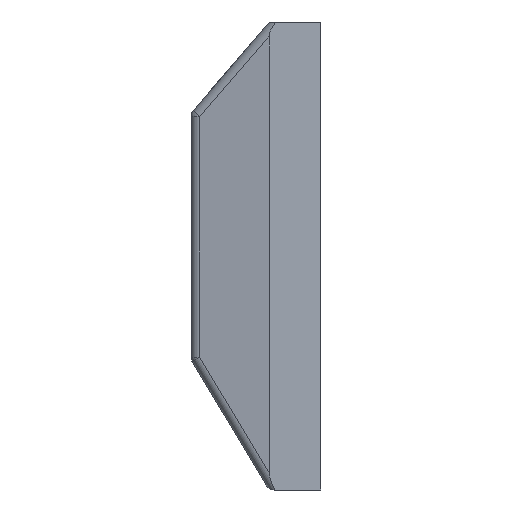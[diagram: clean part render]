
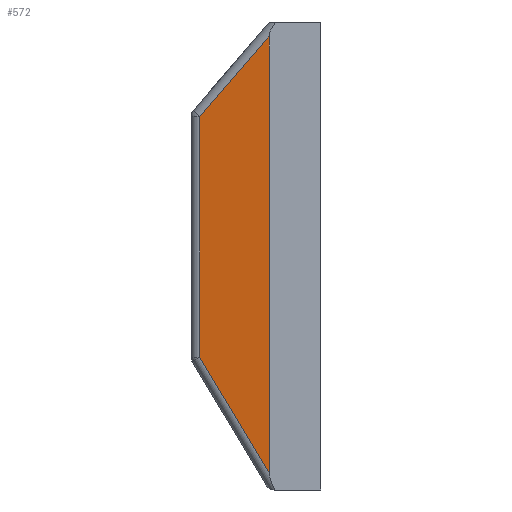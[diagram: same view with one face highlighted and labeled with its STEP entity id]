
A CAD part, left-side view. The second image highlights one B-rep face of the part: STEP entity #572.
In plain terms, the highlighted planar face has unit normal (-0.986, 0.164, 0).
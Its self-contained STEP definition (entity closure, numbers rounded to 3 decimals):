
#28 = EDGE_CURVE ( 'NONE', #780, #622, #703, .T. ) ;
#60 = EDGE_CURVE ( 'NONE', #780, #464, #122, .T. ) ;
#94 = EDGE_CURVE ( 'NONE', #622, #766, #380, .T. ) ;
#122 = LINE ( 'NONE', #136, #389 ) ;
#136 = CARTESIAN_POINT ( 'NONE',  ( -53.5, 2., -4. ) ) ;
#199 = ORIENTED_EDGE ( 'NONE', *, *, #94, .T. ) ;
#209 = ORIENTED_EDGE ( 'NONE', *, *, #60, .F. ) ;
#221 = CARTESIAN_POINT ( 'NONE',  ( -52.757, 6.459, -0.9 ) ) ;
#225 = DIRECTION ( 'NONE',  ( -0.085, -0.513, -0.854 ) ) ;
#352 = DIRECTION ( 'NONE',  ( -0.986, 0.164, 0. ) ) ;
#380 = LINE ( 'NONE', #532, #535 ) ;
#385 = DIRECTION ( 'NONE',  ( 0., 0., -1. ) ) ;
#389 = VECTOR ( 'NONE', #385, 1000. ) ;
#428 = CARTESIAN_POINT ( 'NONE',  ( -53., 5., 0. ) ) ;
#464 = VERTEX_POINT ( 'NONE', #992 ) ;
#511 = VECTOR ( 'NONE', #849, 1000. ) ;
#532 = CARTESIAN_POINT ( 'NONE',  ( -53.056, 4.666, 0. ) ) ;
#535 = VECTOR ( 'NONE', #927, 1000. ) ;
#536 = CARTESIAN_POINT ( 'NONE',  ( -53.056, 4.666, 5.352 ) ) ;
#540 = CARTESIAN_POINT ( 'NONE',  ( -52.596, 7.423, 2.135 ) ) ;
#571 = CARTESIAN_POINT ( 'NONE',  ( -53.056, 4.666, -3.889 ) ) ;
#572 = ADVANCED_FACE ( 'NONE', ( #656 ), #984, .T. ) ;
#586 = DIRECTION ( 'NONE',  ( 0., 0., -1. ) ) ;
#599 = AXIS2_PLACEMENT_3D ( 'NONE', #428, #352, #586 ) ;
#622 = VERTEX_POINT ( 'NONE', #536 ) ;
#656 = FACE_OUTER_BOUND ( 'NONE', #694, .T. ) ;
#663 = EDGE_CURVE ( 'NONE', #766, #464, #938, .T. ) ;
#694 = EDGE_LOOP ( 'NONE', ( #209, #930, #199, #870 ) ) ;
#703 = LINE ( 'NONE', #540, #511 ) ;
#766 = VERTEX_POINT ( 'NONE', #571 ) ;
#780 = VERTEX_POINT ( 'NONE', #894 ) ;
#813 = VECTOR ( 'NONE', #225, 1000. ) ;
#849 = DIRECTION ( 'NONE',  ( 0.108, 0.647, -0.755 ) ) ;
#870 = ORIENTED_EDGE ( 'NONE', *, *, #663, .T. ) ;
#894 = CARTESIAN_POINT ( 'NONE',  ( -53.5, 2., 8.462 ) ) ;
#927 = DIRECTION ( 'NONE',  ( 0., 0., -1. ) ) ;
#930 = ORIENTED_EDGE ( 'NONE', *, *, #28, .T. ) ;
#938 = LINE ( 'NONE', #221, #813 ) ;
#984 = PLANE ( 'NONE',  #599 ) ;
#992 = CARTESIAN_POINT ( 'NONE',  ( -53.5, 2., -8.332 ) ) ;
